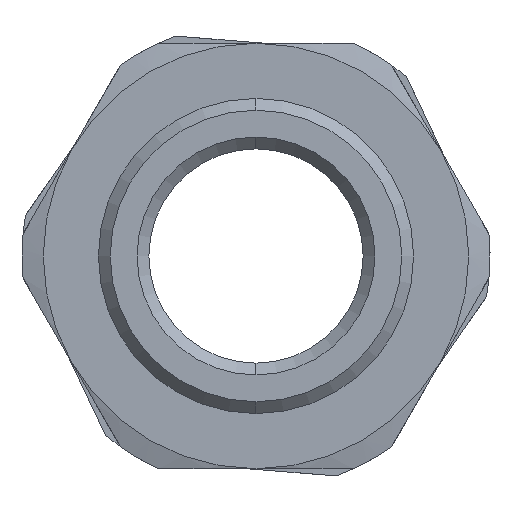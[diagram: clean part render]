
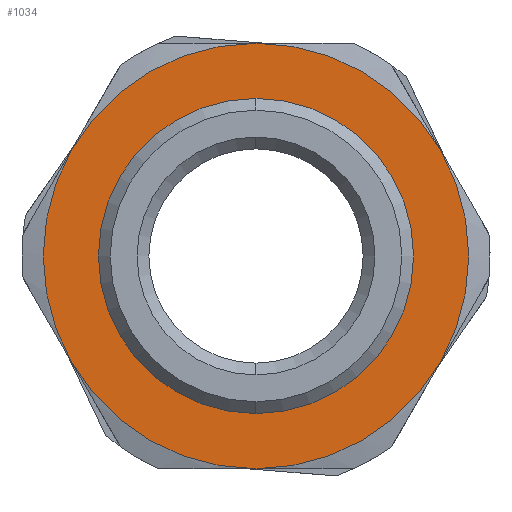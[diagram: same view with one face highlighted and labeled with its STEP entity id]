
A CAD part, left-side view. The second image highlights one B-rep face of the part: STEP entity #1034.
In plain terms, the highlighted planar face has unit normal (-1, 0, 0).
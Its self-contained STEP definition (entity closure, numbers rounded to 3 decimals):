
#12 = VERTEX_POINT ( 'NONE', #2522 ) ;
#51 = EDGE_CURVE ( 'NONE', #1341, #3643, #2292, .T. ) ;
#185 = AXIS2_PLACEMENT_3D ( 'NONE', #3127, #775, #1053 ) ;
#190 = EDGE_CURVE ( 'NONE', #12, #1341, #1543, .T. ) ;
#205 = DIRECTION ( 'NONE',  ( 0., 0., -1. ) ) ;
#231 = CARTESIAN_POINT ( 'NONE',  ( 15.3, 0., 0. ) ) ;
#275 = DIRECTION ( 'NONE',  ( 1., 0., 0. ) ) ;
#285 = DIRECTION ( 'NONE',  ( 0., 0., 1. ) ) ;
#314 = CIRCLE ( 'NONE', #2618, 13.5 ) ;
#335 = EDGE_LOOP ( 'NONE', ( #2449, #1577 ) ) ;
#400 = EDGE_CURVE ( 'NONE', #2700, #2788, #2537, .T. ) ;
#525 = DIRECTION ( 'NONE',  ( 1., 0., 0. ) ) ;
#674 = DIRECTION ( 'NONE',  ( 0., 0., -1. ) ) ;
#758 = CARTESIAN_POINT ( 'NONE',  ( 15.3, 0., 0. ) ) ;
#775 = DIRECTION ( 'NONE',  ( 1., 0., 0. ) ) ;
#968 = AXIS2_PLACEMENT_3D ( 'NONE', #231, #3755, #1745 ) ;
#996 = VERTEX_POINT ( 'NONE', #1711 ) ;
#1003 = CIRCLE ( 'NONE', #2526, 13.5 ) ;
#1009 = AXIS2_PLACEMENT_3D ( 'NONE', #1318, #1609, #1907 ) ;
#1034 = ADVANCED_FACE ( 'NONE', ( #1975, #1302 ), #1093, .F. ) ;
#1053 = DIRECTION ( 'NONE',  ( 0., 0., -1. ) ) ;
#1091 = ORIENTED_EDGE ( 'NONE', *, *, #51, .F. ) ;
#1093 = PLANE ( 'NONE',  #2547 ) ;
#1097 = DIRECTION ( 'NONE',  ( 1., 0., 0. ) ) ;
#1302 = FACE_OUTER_BOUND ( 'NONE', #2277, .T. ) ;
#1318 = CARTESIAN_POINT ( 'NONE',  ( 15.3, 0., 0. ) ) ;
#1341 = VERTEX_POINT ( 'NONE', #3645 ) ;
#1427 = CARTESIAN_POINT ( 'NONE',  ( 15.3, 11.691, -6.75 ) ) ;
#1450 = VERTEX_POINT ( 'NONE', #1427 ) ;
#1497 = ORIENTED_EDGE ( 'NONE', *, *, #190, .F. ) ;
#1543 = CIRCLE ( 'NONE', #3311, 13.5 ) ;
#1551 = EDGE_CURVE ( 'NONE', #3643, #1450, #3379, .T. ) ;
#1577 = ORIENTED_EDGE ( 'NONE', *, *, #2702, .T. ) ;
#1609 = DIRECTION ( 'NONE',  ( 1., 0., 0. ) ) ;
#1651 = ORIENTED_EDGE ( 'NONE', *, *, #3490, .T. ) ;
#1687 = VERTEX_POINT ( 'NONE', #3793 ) ;
#1696 = DIRECTION ( 'NONE',  ( 0., 0., -1. ) ) ;
#1711 = CARTESIAN_POINT ( 'NONE',  ( 15.3, 11.691, 6.75 ) ) ;
#1727 = CARTESIAN_POINT ( 'NONE',  ( 15.3, 0., 0. ) ) ;
#1745 = DIRECTION ( 'NONE',  ( 0., 0., -1. ) ) ;
#1781 = CIRCLE ( 'NONE', #2108, 10. ) ;
#1907 = DIRECTION ( 'NONE',  ( 0., 0., -1. ) ) ;
#1975 = FACE_BOUND ( 'NONE', #335, .T. ) ;
#1994 = DIRECTION ( 'NONE',  ( 0., 0., -1. ) ) ;
#2004 = CARTESIAN_POINT ( 'NONE',  ( 15.3, 0., -10. ) ) ;
#2093 = CIRCLE ( 'NONE', #185, 13.5 ) ;
#2108 = AXIS2_PLACEMENT_3D ( 'NONE', #3133, #1097, #2560 ) ;
#2196 = EDGE_CURVE ( 'NONE', #1450, #996, #1003, .T. ) ;
#2269 = CARTESIAN_POINT ( 'NONE',  ( 15.3, 10., 0. ) ) ;
#2277 = EDGE_LOOP ( 'NONE', ( #2650, #1091, #1497, #2414, #1651, #3004 ) ) ;
#2292 = CIRCLE ( 'NONE', #1009, 13.5 ) ;
#2414 = ORIENTED_EDGE ( 'NONE', *, *, #3593, .F. ) ;
#2449 = ORIENTED_EDGE ( 'NONE', *, *, #400, .T. ) ;
#2522 = CARTESIAN_POINT ( 'NONE',  ( 15.3, -11.691, 6.75 ) ) ;
#2526 = AXIS2_PLACEMENT_3D ( 'NONE', #758, #3695, #1994 ) ;
#2537 = CIRCLE ( 'NONE', #3374, 10. ) ;
#2547 = AXIS2_PLACEMENT_3D ( 'NONE', #2269, #525, #205 ) ;
#2560 = DIRECTION ( 'NONE',  ( 0., 0., -1. ) ) ;
#2618 = AXIS2_PLACEMENT_3D ( 'NONE', #2901, #2657, #285 ) ;
#2650 = ORIENTED_EDGE ( 'NONE', *, *, #1551, .F. ) ;
#2657 = DIRECTION ( 'NONE',  ( -1., 0., 0. ) ) ;
#2700 = VERTEX_POINT ( 'NONE', #2004 ) ;
#2702 = EDGE_CURVE ( 'NONE', #2788, #2700, #1781, .T. ) ;
#2788 = VERTEX_POINT ( 'NONE', #2918 ) ;
#2901 = CARTESIAN_POINT ( 'NONE',  ( 15.3, 0., 0. ) ) ;
#2918 = CARTESIAN_POINT ( 'NONE',  ( 15.3, 0., 10. ) ) ;
#3004 = ORIENTED_EDGE ( 'NONE', *, *, #2196, .F. ) ;
#3016 = CARTESIAN_POINT ( 'NONE',  ( 15.3, 0., 0. ) ) ;
#3119 = CARTESIAN_POINT ( 'NONE',  ( 15.3, 0., -13.5 ) ) ;
#3127 = CARTESIAN_POINT ( 'NONE',  ( 15.3, 0., 0. ) ) ;
#3133 = CARTESIAN_POINT ( 'NONE',  ( 15.3, 0., 0. ) ) ;
#3311 = AXIS2_PLACEMENT_3D ( 'NONE', #1727, #275, #1696 ) ;
#3374 = AXIS2_PLACEMENT_3D ( 'NONE', #3016, #3600, #674 ) ;
#3379 = CIRCLE ( 'NONE', #968, 13.5 ) ;
#3490 = EDGE_CURVE ( 'NONE', #1687, #996, #314, .T. ) ;
#3593 = EDGE_CURVE ( 'NONE', #1687, #12, #2093, .T. ) ;
#3600 = DIRECTION ( 'NONE',  ( 1., 0., 0. ) ) ;
#3643 = VERTEX_POINT ( 'NONE', #3119 ) ;
#3645 = CARTESIAN_POINT ( 'NONE',  ( 15.3, -11.691, -6.75 ) ) ;
#3695 = DIRECTION ( 'NONE',  ( 1., 0., 0. ) ) ;
#3755 = DIRECTION ( 'NONE',  ( 1., 0., 0. ) ) ;
#3793 = CARTESIAN_POINT ( 'NONE',  ( 15.3, 0., 13.5 ) ) ;
